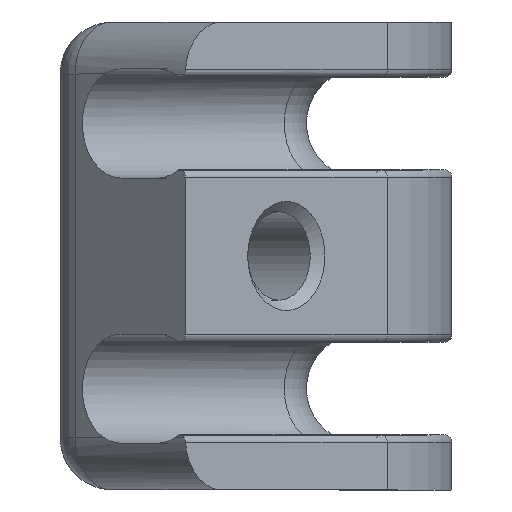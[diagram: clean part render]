
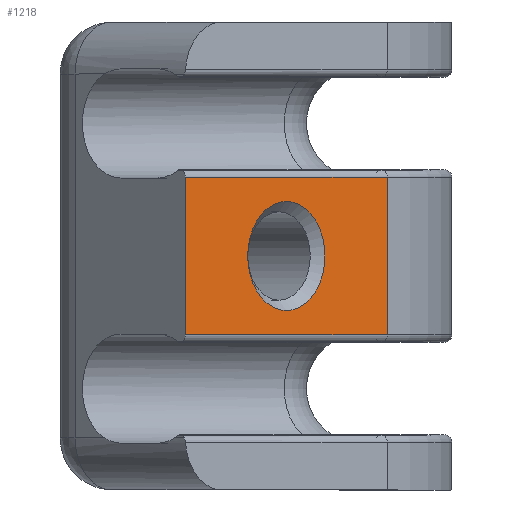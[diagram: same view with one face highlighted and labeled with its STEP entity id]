
A CAD part, left-side view. The second image highlights one B-rep face of the part: STEP entity #1218.
In plain terms, the highlighted planar face has unit normal (-0.707, -0.707, 0).
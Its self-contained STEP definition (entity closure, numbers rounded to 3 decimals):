
#95=LINE('',#2089,#178);
#109=LINE('',#2172,#192);
#110=LINE('',#2174,#193);
#111=LINE('',#2175,#194);
#178=VECTOR('',#1660,10.);
#192=VECTOR('',#1756,10.);
#193=VECTOR('',#1757,10.);
#194=VECTOR('',#1758,10.);
#246=FACE_BOUND('',#384,.T.);
#303=FACE_OUTER_BOUND('',#383,.T.);
#383=EDGE_LOOP('',(#1060,#1061,#1062,#1063));
#384=EDGE_LOOP('',(#1064));
#483=CIRCLE('',#1382,2.1);
#581=VERTEX_POINT('',#2086);
#582=VERTEX_POINT('',#2088);
#599=VERTEX_POINT('',#2165);
#600=VERTEX_POINT('',#2171);
#601=VERTEX_POINT('',#2173);
#724=EDGE_CURVE('',#581,#582,#95,.T.);
#760=EDGE_CURVE('',#599,#599,#483,.T.);
#762=EDGE_CURVE('',#581,#600,#109,.T.);
#763=EDGE_CURVE('',#601,#600,#110,.T.);
#764=EDGE_CURVE('',#582,#601,#111,.T.);
#1060=ORIENTED_EDGE('',*,*,#724,.F.);
#1061=ORIENTED_EDGE('',*,*,#762,.T.);
#1062=ORIENTED_EDGE('',*,*,#763,.F.);
#1063=ORIENTED_EDGE('',*,*,#764,.F.);
#1064=ORIENTED_EDGE('',*,*,#760,.F.);
#1158=PLANE('',#1384);
#1218=ADVANCED_FACE('',(#303,#246),#1158,.T.);
#1382=AXIS2_PLACEMENT_3D('',#2167,#1749,#1750);
#1384=AXIS2_PLACEMENT_3D('',#2170,#1754,#1755);
#1660=DIRECTION('',(0.,0.,1.));
#1749=DIRECTION('center_axis',(-0.707,-0.707,0.));
#1750=DIRECTION('ref_axis',(-0.707,0.707,0.));
#1754=DIRECTION('center_axis',(-0.707,-0.707,0.));
#1755=DIRECTION('ref_axis',(0.,0.,
-1.));
#1756=DIRECTION('',(0.707,-0.707,0.));
#1757=DIRECTION('',(0.,0.,-1.));
#1758=DIRECTION('',(0.707,-0.707,0.));
#2086=CARTESIAN_POINT('',(-166.747,15.253,-3.022));
#2088=CARTESIAN_POINT('',(-166.747,15.253,3.022));
#2089=CARTESIAN_POINT('',(-166.747,15.253,-9.));
#2165=CARTESIAN_POINT('',(-161.379,9.885,0.));
#2167=CARTESIAN_POINT('Origin',(-162.864,11.37,0.));
#2170=CARTESIAN_POINT('Origin',(-166.747,15.253,3.022));
#2171=CARTESIAN_POINT('',(-158.984,7.49,-3.022));
#2172=CARTESIAN_POINT('',(-166.747,15.253,-3.022));
#2173=CARTESIAN_POINT('',(-158.984,7.49,3.022));
#2174=CARTESIAN_POINT('',(-158.984,7.49,-9.));
#2175=CARTESIAN_POINT('',(-166.747,15.253,3.022));
